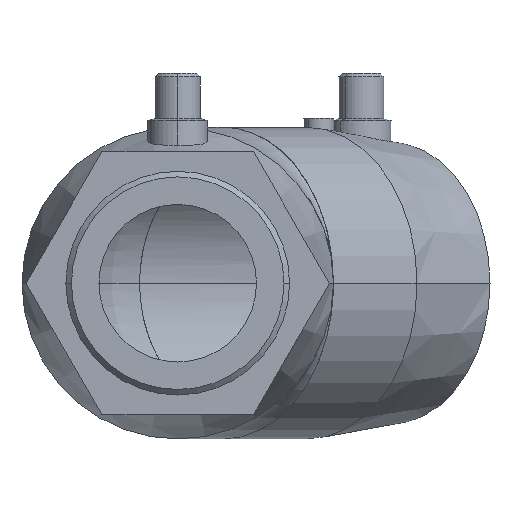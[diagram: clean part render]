
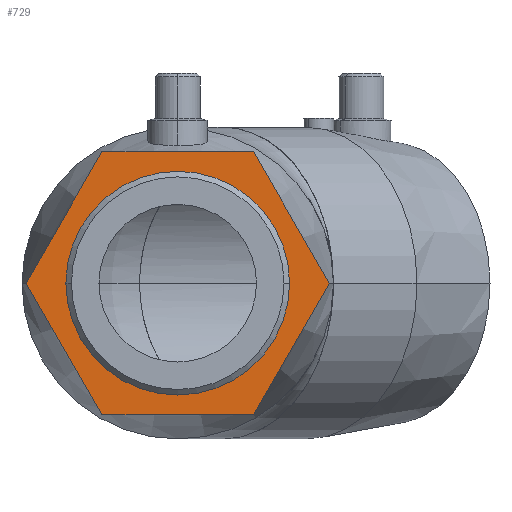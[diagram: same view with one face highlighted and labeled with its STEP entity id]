
A CAD part, left-side view. The second image highlights one B-rep face of the part: STEP entity #729.
In plain terms, the highlighted planar face has unit normal (-1, 0, 0).
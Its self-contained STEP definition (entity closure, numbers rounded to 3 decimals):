
#411 = EDGE_CURVE( '', #903, #537, #1154, .T. );
#455 = EDGE_CURVE( '', #537, #865, #1206, .T. );
#519 = EDGE_CURVE( '', #597, #957, #1277, .T. );
#537 = VERTEX_POINT( '', #1296 );
#595 = EDGE_CURVE( '', #687, #831, #1362, .T. );
#597 = VERTEX_POINT( '', #1364 );
#609 = EDGE_CURVE( '', #831, #903, #1377, .T. );
#687 = VERTEX_POINT( '', #1461 );
#721 = EDGE_CURVE( '', #957, #597, #1501, .T. );
#729 = ADVANCED_FACE( '', ( #1510, #1511 ), #1512, .T. );
#831 = VERTEX_POINT( '', #1634 );
#865 = VERTEX_POINT( '', #1675 );
#893 = VERTEX_POINT( '', #1706 );
#903 = VERTEX_POINT( '', #1717 );
#925 = EDGE_CURVE( '', #893, #687, #1740, .T. );
#957 = VERTEX_POINT( '', #1778 );
#1101 = EDGE_CURVE( '', #865, #893, #1938, .T. );
#1154 = LINE( '', #1994, #1995 );
#1206 = LINE( '', #2060, #2061 );
#1277 = CIRCLE( '', #2236, 29.807 );
#1296 = CARTESIAN_POINT( '', ( -131.095, -8.052, -35. ) );
#1362 = LINE( '', #2343, #2344 );
#1364 = CARTESIAN_POINT( '', ( -131.095, 41.962, 0. ) );
#1377 = LINE( '', #2383, #2384 );
#1461 = CARTESIAN_POINT( '', ( -131.095, 32.362, 35. ) );
#1501 = CIRCLE( '', #2623, 29.807 );
#1510 = FACE_OUTER_BOUND( '', #2635, .T. );
#1511 = FACE_BOUND( '', #2636, .T. );
#1512 = PLANE( '', #2637 );
#1634 = CARTESIAN_POINT( '', ( -131.095, 52.57, 0. ) );
#1675 = CARTESIAN_POINT( '', ( -131.095, -28.259, 0. ) );
#1706 = CARTESIAN_POINT( '', ( -131.095, -8.052, 35. ) );
#1717 = CARTESIAN_POINT( '', ( -131.095, 32.362, -35. ) );
#1740 = LINE( '', #3081, #3082 );
#1778 = CARTESIAN_POINT( '', ( -131.095, -17.652, 0. ) );
#1938 = LINE( '', #3487, #3488 );
#1994 = CARTESIAN_POINT( '', ( -131.095, 22.628, -35. ) );
#1995 = VECTOR( '', #3526, 1. );
#2060 = CARTESIAN_POINT( '', ( -131.095, -18.063, -17.66 ) );
#2061 = VECTOR( '', #3606, 1. );
#2236 = AXIS2_PLACEMENT_3D( '', #3683, #3684, #3685 );
#2343 = CARTESIAN_POINT( '', ( -131.095, 52.662, -0.16 ) );
#2344 = VECTOR( '', #3779, 1. );
#2383 = CARTESIAN_POINT( '', ( -131.095, 42.558, -17.34 ) );
#2384 = VECTOR( '', #3791, 1. );
#2623 = AXIS2_PLACEMENT_3D( '', #3931, #3932, #3933 );
#2635 = EDGE_LOOP( '', ( #3947, #3948, #3949, #3950, #3951, #3952 ) );
#2636 = EDGE_LOOP( '', ( #3953, #3954 ) );
#2637 = AXIS2_PLACEMENT_3D( '', #3955, #3956, #3957 );
#3081 = CARTESIAN_POINT( '', ( -131.095, 42.835, 35. ) );
#3082 = VECTOR( '', #4265, 1. );
#3487 = CARTESIAN_POINT( '', ( -131.095, -7.96, 35.16 ) );
#3488 = VECTOR( '', #4491, 1. );
#3526 = DIRECTION( '', ( 0., -1., 0. ) );
#3606 = DIRECTION( '', ( 0., -0.5, 0.866 ) );
#3683 = CARTESIAN_POINT( '', ( -131.095, 12.155, 0. ) );
#3684 = DIRECTION( '', ( -1., 0., 0. ) );
#3685 = DIRECTION( '', ( 0., 1., 0. ) );
#3779 = DIRECTION( '', ( 0., 0.5, -0.866 ) );
#3791 = DIRECTION( '', ( 0., -0.5, -0.866 ) );
#3931 = CARTESIAN_POINT( '', ( -131.095, 12.155, 0. ) );
#3932 = DIRECTION( '', ( -1., 0., 0. ) );
#3933 = DIRECTION( '', ( 0., 1., 0. ) );
#3947 = ORIENTED_EDGE( '', *, *, #1101, .T. );
#3948 = ORIENTED_EDGE( '', *, *, #925, .T. );
#3949 = ORIENTED_EDGE( '', *, *, #595, .T. );
#3950 = ORIENTED_EDGE( '', *, *, #609, .T. );
#3951 = ORIENTED_EDGE( '', *, *, #411, .T. );
#3952 = ORIENTED_EDGE( '', *, *, #455, .T. );
#3953 = ORIENTED_EDGE( '', *, *, #519, .F. );
#3954 = ORIENTED_EDGE( '', *, *, #721, .F. );
#3955 = CARTESIAN_POINT( '', ( -131.095, 53.309, 0. ) );
#3956 = DIRECTION( '', ( -1., 0., 0. ) );
#3957 = DIRECTION( '', ( 0., 1., 0. ) );
#4265 = DIRECTION( '', ( 0., 1., 0. ) );
#4491 = DIRECTION( '', ( 0., 0.5, 0.866 ) );
